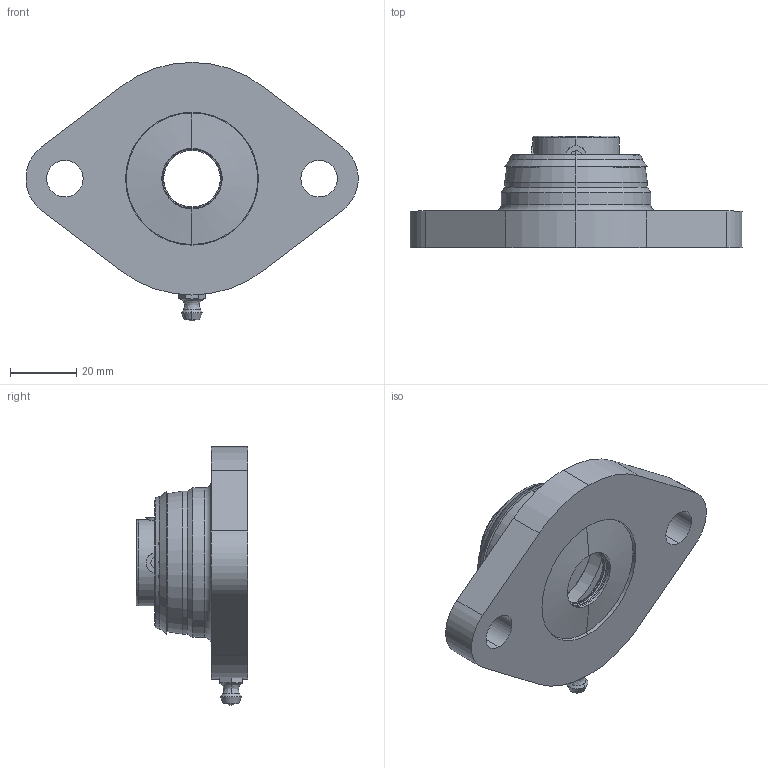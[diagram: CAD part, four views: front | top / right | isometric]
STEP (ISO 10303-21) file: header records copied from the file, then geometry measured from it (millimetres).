
FILE_DESCRIPTION (( 'STEP AP214' ), '1' );
FILE_NAME ('Rexnord-UCFLN- SUCFLN- HCFLN- SHCFLN-UCFLN 203-633563.STEP', '2019-02-05T11:39:30', ( '' ), ( '' ), 'SwSTEP 2.0', 'SolidWorks 2019', '' );
FILE_SCHEMA (( 'AUTOMOTIVE_DESIGN' ));
Length unit declared in the file: millimetre
Products named in the file (4): BEARING; HUB; Rexnord-UCFLN- SUCFLN- HCFLN- SHCFLN-UCFLN 203-633563; NIPPLE
Assembly tree (3 placements, depth 2):
  Rexnord-UCFLN- SUCFLN- HCFLN- SHCFLN-UCFLN 203-633563
    HUB
    BEARING
    NIPPLE
Bounding box: 99.92 x 33.5 x 78 mm (x, y, z)
Volume: 55649.6 mm3; surface area: 23965.1 mm2
Topology: 4 solids, 4 shells, 132 faces, 291 edges, 178 vertices
Faces by surface type: cylinder 48, plane 39, cone 28, torus 14, bspline 3
Entity records: 4712 total; most frequent: CARTESIAN_POINT 916, DIRECTION 673, ORIENTED_EDGE 582, EDGE_CURVE 291, AXIS2_PLACEMENT_3D 275, VERTEX_POINT 178, EDGE_LOOP 153, CIRCLE 140
